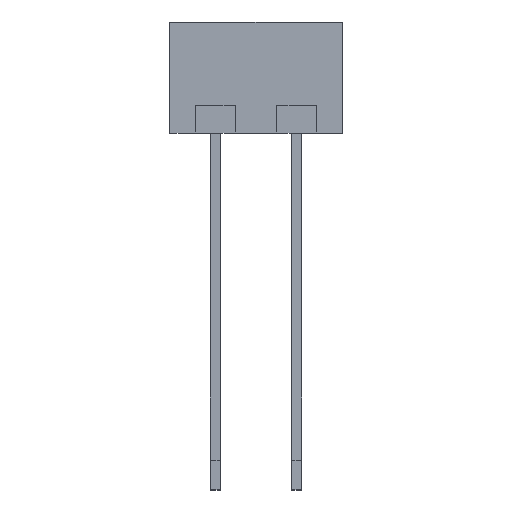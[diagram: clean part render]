
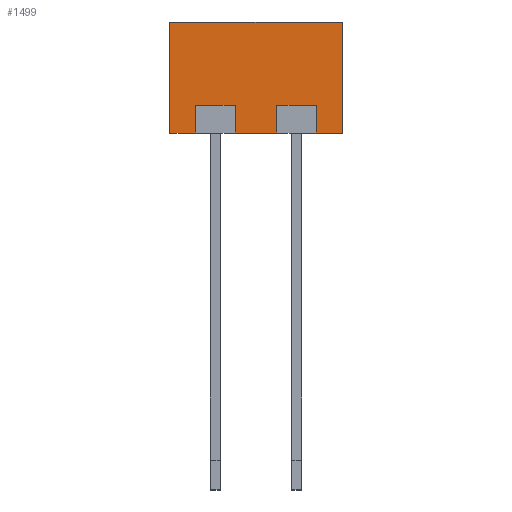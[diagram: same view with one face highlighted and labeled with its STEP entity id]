
A CAD part, top view. The second image highlights one B-rep face of the part: STEP entity #1499.
In plain terms, the highlighted planar face has unit normal (0, 0, 1).
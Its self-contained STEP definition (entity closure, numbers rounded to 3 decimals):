
#1 = DIRECTION ( 'NONE',  ( -1., 0., 0. ) ) ;
#17 = EDGE_CURVE ( 'NONE', #314, #338, #2778, .T. ) ;
#41 = LINE ( 'NONE', #1405, #1335 ) ;
#68 = CARTESIAN_POINT ( 'NONE',  ( -4.35, -2.8, 2.25 ) ) ;
#83 = FACE_OUTER_BOUND ( 'NONE', #3392, .T. ) ;
#84 = AXIS2_PLACEMENT_3D ( 'NONE', #1303, #2939, #2134 ) ;
#156 = EDGE_CURVE ( 'NONE', #2973, #1692, #41, .T. ) ;
#197 = CARTESIAN_POINT ( 'NONE',  ( -3.05, -2.8, 2.25 ) ) ;
#202 = CARTESIAN_POINT ( 'NONE',  ( -3.05, -1.4, 2.25 ) ) ;
#255 = ORIENTED_EDGE ( 'NONE', *, *, #1378, .T. ) ;
#314 = VERTEX_POINT ( 'NONE', #380 ) ;
#338 = VERTEX_POINT ( 'NONE', #2576 ) ;
#380 = CARTESIAN_POINT ( 'NONE',  ( -1.05, -2.8, 2.25 ) ) ;
#389 = VECTOR ( 'NONE', #2137, 1000. ) ;
#391 = CARTESIAN_POINT ( 'NONE',  ( -4.35, -2.8, 2.25 ) ) ;
#405 = CARTESIAN_POINT ( 'NONE',  ( 4.35, -2.8, 2.25 ) ) ;
#473 = LINE ( 'NONE', #3164, #1510 ) ;
#474 = DIRECTION ( 'NONE',  ( 0., -1., 0. ) ) ;
#535 = CARTESIAN_POINT ( 'NONE',  ( -3.05, -1.4, 2.25 ) ) ;
#540 = DIRECTION ( 'NONE',  ( 0., 1., 0. ) ) ;
#696 = ORIENTED_EDGE ( 'NONE', *, *, #1298, .T. ) ;
#727 = EDGE_CURVE ( 'NONE', #338, #2844, #1147, .T. ) ;
#799 = EDGE_CURVE ( 'NONE', #1089, #1264, #1658, .T. ) ;
#831 = LINE ( 'NONE', #2455, #1057 ) ;
#841 = ORIENTED_EDGE ( 'NONE', *, *, #727, .F. ) ;
#855 = EDGE_CURVE ( 'NONE', #1571, #911, #2995, .T. ) ;
#911 = VERTEX_POINT ( 'NONE', #2328 ) ;
#941 = LINE ( 'NONE', #1247, #2201 ) ;
#1027 = VERTEX_POINT ( 'NONE', #197 ) ;
#1057 = VECTOR ( 'NONE', #3238, 1000. ) ;
#1089 = VERTEX_POINT ( 'NONE', #3263 ) ;
#1119 = EDGE_CURVE ( 'NONE', #1264, #1412, #2025, .T. ) ;
#1147 = LINE ( 'NONE', #202, #1328 ) ;
#1165 = VECTOR ( 'NONE', #3350, 1000. ) ;
#1233 = CARTESIAN_POINT ( 'NONE',  ( 3.05, -2.8, 2.25 ) ) ;
#1246 = DIRECTION ( 'NONE',  ( 0., 1., 0. ) ) ;
#1247 = CARTESIAN_POINT ( 'NONE',  ( 1.05, -2.8, 2.25 ) ) ;
#1254 = CARTESIAN_POINT ( 'NONE',  ( 1.05, -2.8, 2.25 ) ) ;
#1262 = CARTESIAN_POINT ( 'NONE',  ( -4.35, -2.8, 2.25 ) ) ;
#1264 = VERTEX_POINT ( 'NONE', #2492 ) ;
#1298 = EDGE_CURVE ( 'NONE', #1089, #2973, #3334, .T. ) ;
#1303 = CARTESIAN_POINT ( 'NONE',  ( 0., 0., 2.25 ) ) ;
#1328 = VECTOR ( 'NONE', #1, 1000. ) ;
#1335 = VECTOR ( 'NONE', #3057, 1000. ) ;
#1347 = CARTESIAN_POINT ( 'NONE',  ( 4.35, 2.8, 2.25 ) ) ;
#1378 = EDGE_CURVE ( 'NONE', #314, #3235, #473, .T. ) ;
#1405 = CARTESIAN_POINT ( 'NONE',  ( 4.35, -2.8, 2.25 ) ) ;
#1412 = VERTEX_POINT ( 'NONE', #2569 ) ;
#1499 = ADVANCED_FACE ( 'NONE', ( #83 ), #2123, .F. ) ;
#1510 = VECTOR ( 'NONE', #3428, 1000. ) ;
#1527 = EDGE_CURVE ( 'NONE', #2844, #1027, #2655, .T. ) ;
#1539 = ORIENTED_EDGE ( 'NONE', *, *, #1119, .F. ) ;
#1541 = CARTESIAN_POINT ( 'NONE',  ( -3.05, -2.8, 2.25 ) ) ;
#1551 = VECTOR ( 'NONE', #540, 1000. ) ;
#1571 = VERTEX_POINT ( 'NONE', #2099 ) ;
#1594 = ORIENTED_EDGE ( 'NONE', *, *, #2968, .F. ) ;
#1658 = LINE ( 'NONE', #1233, #1833 ) ;
#1692 = VERTEX_POINT ( 'NONE', #1347 ) ;
#1789 = ORIENTED_EDGE ( 'NONE', *, *, #156, .T. ) ;
#1833 = VECTOR ( 'NONE', #1246, 1000. ) ;
#1846 = CARTESIAN_POINT ( 'NONE',  ( 1.05, -1.4, 2.25 ) ) ;
#2025 = LINE ( 'NONE', #1846, #2949 ) ;
#2071 = EDGE_CURVE ( 'NONE', #1692, #1571, #831, .T. ) ;
#2099 = CARTESIAN_POINT ( 'NONE',  ( -4.35, 2.8, 2.25 ) ) ;
#2123 = PLANE ( 'NONE',  #84 ) ;
#2134 = DIRECTION ( 'NONE',  ( -1., 0., 0. ) ) ;
#2137 = DIRECTION ( 'NONE',  ( 1., 0., 0. ) ) ;
#2201 = VECTOR ( 'NONE', #2910, 1000. ) ;
#2212 = CARTESIAN_POINT ( 'NONE',  ( -1.05, -2.8, 2.25 ) ) ;
#2324 = ORIENTED_EDGE ( 'NONE', *, *, #17, .F. ) ;
#2328 = CARTESIAN_POINT ( 'NONE',  ( -4.35, -2.8, 2.25 ) ) ;
#2455 = CARTESIAN_POINT ( 'NONE',  ( -4.35, 2.8, 2.25 ) ) ;
#2492 = CARTESIAN_POINT ( 'NONE',  ( 3.05, -1.4, 2.25 ) ) ;
#2548 = ORIENTED_EDGE ( 'NONE', *, *, #3004, .T. ) ;
#2568 = ORIENTED_EDGE ( 'NONE', *, *, #2071, .T. ) ;
#2569 = CARTESIAN_POINT ( 'NONE',  ( 1.05, -1.4, 2.25 ) ) ;
#2576 = CARTESIAN_POINT ( 'NONE',  ( -1.05, -1.4, 2.25 ) ) ;
#2655 = LINE ( 'NONE', #1541, #3022 ) ;
#2778 = LINE ( 'NONE', #2212, #1551 ) ;
#2844 = VERTEX_POINT ( 'NONE', #535 ) ;
#2910 = DIRECTION ( 'NONE',  ( 0., -1., 0. ) ) ;
#2939 = DIRECTION ( 'NONE',  ( 0., 0., -1. ) ) ;
#2949 = VECTOR ( 'NONE', #3514, 1000. ) ;
#2968 = EDGE_CURVE ( 'NONE', #1412, #3235, #941, .T. ) ;
#2973 = VERTEX_POINT ( 'NONE', #405 ) ;
#2995 = LINE ( 'NONE', #391, #3174 ) ;
#3004 = EDGE_CURVE ( 'NONE', #911, #1027, #3301, .T. ) ;
#3022 = VECTOR ( 'NONE', #474, 1000. ) ;
#3057 = DIRECTION ( 'NONE',  ( 0., 1., 0. ) ) ;
#3096 = ORIENTED_EDGE ( 'NONE', *, *, #799, .F. ) ;
#3164 = CARTESIAN_POINT ( 'NONE',  ( -4.35, -2.8, 2.25 ) ) ;
#3174 = VECTOR ( 'NONE', #3421, 1000. ) ;
#3235 = VERTEX_POINT ( 'NONE', #1254 ) ;
#3238 = DIRECTION ( 'NONE',  ( -1., 0., 0. ) ) ;
#3263 = CARTESIAN_POINT ( 'NONE',  ( 3.05, -2.8, 2.25 ) ) ;
#3301 = LINE ( 'NONE', #1262, #389 ) ;
#3334 = LINE ( 'NONE', #68, #1165 ) ;
#3338 = ORIENTED_EDGE ( 'NONE', *, *, #855, .T. ) ;
#3350 = DIRECTION ( 'NONE',  ( 1., 0., 0. ) ) ;
#3354 = ORIENTED_EDGE ( 'NONE', *, *, #1527, .F. ) ;
#3392 = EDGE_LOOP ( 'NONE', ( #2548, #3354, #841, #2324, #255, #1594, #1539, #3096, #696, #1789, #2568, #3338 ) ) ;
#3421 = DIRECTION ( 'NONE',  ( 0., -1., 0. ) ) ;
#3428 = DIRECTION ( 'NONE',  ( 1., 0., 0. ) ) ;
#3514 = DIRECTION ( 'NONE',  ( -1., 0., 0. ) ) ;
